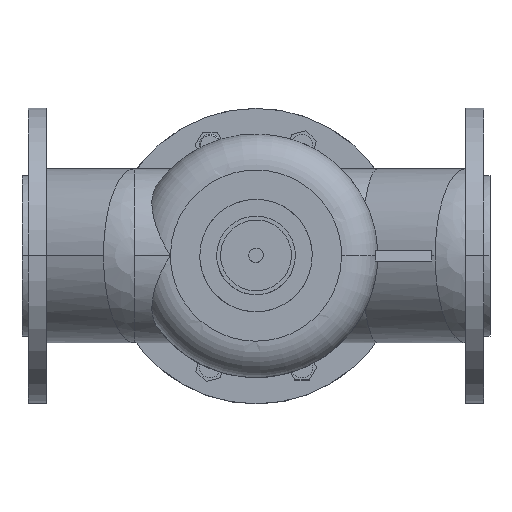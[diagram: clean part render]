
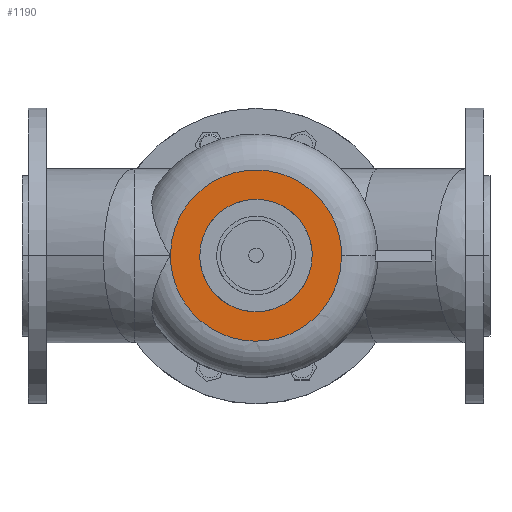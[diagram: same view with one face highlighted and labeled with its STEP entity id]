
A CAD part, top view. The second image highlights one B-rep face of the part: STEP entity #1190.
In plain terms, the highlighted planar face has unit normal (0, 0, 1).
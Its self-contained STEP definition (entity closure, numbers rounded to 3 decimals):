
#1087=CARTESIAN_POINT('Vertex',(42.,0.,240.)) ;
#1094=CARTESIAN_POINT('Vertex',(-42.,0.,240.)) ;
#1097=CARTESIAN_POINT('Axis2P3D Location',(0.,0.,240.)) ;
#1109=CARTESIAN_POINT('Axis2P3D Location',(0.,0.,240.)) ;
#1121=CARTESIAN_POINT('Axis2P3D Location',(32.,0.,240.)) ;
#1127=CARTESIAN_POINT('Control Point',(-64.,0.,240.)) ;
#1128=CARTESIAN_POINT('Control Point',(-64.,5.879,240.)) ;
#1129=CARTESIAN_POINT('Control Point',(-63.325,11.757,240.)) ;
#1130=CARTESIAN_POINT('Control Point',(-61.975,17.533,240.)) ;
#1131=CARTESIAN_POINT('Control Point',(-57.973,28.671,240.)) ;
#1132=CARTESIAN_POINT('Control Point',(-51.551,38.611,240.)) ;
#1133=CARTESIAN_POINT('Control Point',(-47.78,43.19,240.)) ;
#1134=CARTESIAN_POINT('Control Point',(-39.256,51.399,240.)) ;
#1135=CARTESIAN_POINT('Control Point',(-29.092,57.463,240.)) ;
#1136=CARTESIAN_POINT('Control Point',(-23.683,59.895,240.)) ;
#1137=CARTESIAN_POINT('Control Point',(-12.402,63.475,240.)) ;
#1138=CARTESIAN_POINT('Control Point',(-0.604,64.404,240.)) ;
#1139=CARTESIAN_POINT('Control Point',(5.323,64.187,240.)) ;
#1140=CARTESIAN_POINT('Control Point',(17.021,62.395,240.)) ;
#1141=CARTESIAN_POINT('Control Point',(28.009,57.998,240.)) ;
#1142=CARTESIAN_POINT('Control Point',(33.226,55.176,240.)) ;
#1143=CARTESIAN_POINT('Control Point',(42.917,48.383,240.)) ;
#1144=CARTESIAN_POINT('Control Point',(50.817,39.571,240.)) ;
#1145=CARTESIAN_POINT('Control Point',(54.242,34.729,240.)) ;
#1146=CARTESIAN_POINT('Control Point',(59.465,25.174,240.)) ;
#1147=CARTESIAN_POINT('Control Point',(62.57,14.758,240.)) ;
#1148=CARTESIAN_POINT('Control Point',(63.523,9.879,240.)) ;
#1149=CARTESIAN_POINT('Control Point',(64.,4.94,240.)) ;
#1150=CARTESIAN_POINT('Control Point',(64.,0.,240.)) ;
#1151=CARTESIAN_POINT('Vertex',(-64.,0.,240.)) ;
#1153=CARTESIAN_POINT('Vertex',(64.,0.,240.)) ;
#1157=CARTESIAN_POINT('Control Point',(64.,0.,240.)) ;
#1158=CARTESIAN_POINT('Control Point',(64.,-5.879,240.)) ;
#1159=CARTESIAN_POINT('Control Point',(63.325,-11.757,240.)) ;
#1160=CARTESIAN_POINT('Control Point',(61.975,-17.533,240.)) ;
#1161=CARTESIAN_POINT('Control Point',(57.973,-28.671,240.)) ;
#1162=CARTESIAN_POINT('Control Point',(51.551,-38.611,240.)) ;
#1163=CARTESIAN_POINT('Control Point',(47.78,-43.19,240.)) ;
#1164=CARTESIAN_POINT('Control Point',(39.256,-51.399,240.)) ;
#1165=CARTESIAN_POINT('Control Point',(29.092,-57.463,240.)) ;
#1166=CARTESIAN_POINT('Control Point',(23.683,-59.895,240.)) ;
#1167=CARTESIAN_POINT('Control Point',(12.402,-63.475,240.)) ;
#1168=CARTESIAN_POINT('Control Point',(0.604,-64.404,240.)) ;
#1169=CARTESIAN_POINT('Control Point',(-5.323,-64.187,240.)) ;
#1170=CARTESIAN_POINT('Control Point',(-17.021,-62.395,240.)) ;
#1171=CARTESIAN_POINT('Control Point',(-28.009,-57.998,240.)) ;
#1172=CARTESIAN_POINT('Control Point',(-33.226,-55.176,240.)) ;
#1173=CARTESIAN_POINT('Control Point',(-42.917,-48.383,240.)) ;
#1174=CARTESIAN_POINT('Control Point',(-50.817,-39.571,240.)) ;
#1175=CARTESIAN_POINT('Control Point',(-54.242,-34.729,240.)) ;
#1176=CARTESIAN_POINT('Control Point',(-59.465,-25.174,240.)) ;
#1177=CARTESIAN_POINT('Control Point',(-62.57,-14.758,240.)) ;
#1178=CARTESIAN_POINT('Control Point',(-63.523,-9.879,240.)) ;
#1179=CARTESIAN_POINT('Control Point',(-64.,-4.94,240.)) ;
#1180=CARTESIAN_POINT('Control Point',(-64.,0.,240.)) ;
#1098=DIRECTION('Axis2P3D Direction',(0.,0.,-1.)) ;
#1110=DIRECTION('Axis2P3D Direction',(0.,0.,-1.)) ;
#1122=DIRECTION('Axis2P3D Direction',(0.,0.,1.)) ;
#1123=DIRECTION('Axis2P3D XDirection',(1.,0.,0.)) ;
#1099=AXIS2_PLACEMENT_3D('Circle Axis2P3D',#1097,#1098,$) ;
#1111=AXIS2_PLACEMENT_3D('Circle Axis2P3D',#1109,#1110,$) ;
#1124=AXIS2_PLACEMENT_3D('Plane Axis2P3D',#1121,#1122,#1123) ;
#1100=CIRCLE('generated circle',#1099,42.) ;
#1112=CIRCLE('generated circle',#1111,42.) ;
#1125=PLANE('',#1124) ;
#1189=FACE_BOUND('',#1186,.T.) ;
#1101=EDGE_CURVE('',#1095,#1088,#1100,.F.) ;
#1113=EDGE_CURVE('',#1088,#1095,#1112,.F.) ;
#1155=EDGE_CURVE('',#1152,#1154,#1126,.T.) ;
#1181=EDGE_CURVE('',#1154,#1152,#1156,.T.) ;
#1183=ORIENTED_EDGE('',*,*,#1155,.F.) ;
#1184=ORIENTED_EDGE('',*,*,#1181,.F.) ;
#1187=ORIENTED_EDGE('',*,*,#1101,.F.) ;
#1188=ORIENTED_EDGE('',*,*,#1113,.F.) ;
#1182=EDGE_LOOP('',(#1183,#1184)) ;
#1186=EDGE_LOOP('',(#1187,#1188)) ;
#1088=VERTEX_POINT('',#1087) ;
#1095=VERTEX_POINT('',#1094) ;
#1152=VERTEX_POINT('',#1151) ;
#1154=VERTEX_POINT('',#1153) ;
#1190=ADVANCED_FACE('LUMP1',(#1185,#1189),#1125,.T.) ;
#1126=B_SPLINE_CURVE_WITH_KNOTS('',5,(#1127,#1128,#1129,#1130,#1131,#1132,#1133,#1134,#1135,#1136,#1137,#1138,#1139,#1140,#1141,#1142,#1143,#1144,#1145,#1146,#1147,#1148,#1149,#1150),.UNSPECIFIED.,.F.,.U.,(6,3,3,3,3,3,3,6),(0.,41.569,83.138,124.707,166.276,207.844,249.413,284.342),.UNSPECIFIED.) ;
#1156=B_SPLINE_CURVE_WITH_KNOTS('',5,(#1157,#1158,#1159,#1160,#1161,#1162,#1163,#1164,#1165,#1166,#1167,#1168,#1169,#1170,#1171,#1172,#1173,#1174,#1175,#1176,#1177,#1178,#1179,#1180),.UNSPECIFIED.,.F.,.U.,(6,3,3,3,3,3,3,6),(0.,41.569,83.138,124.707,166.276,207.844,249.413,284.342),.UNSPECIFIED.) ;
#1185=FACE_OUTER_BOUND('',#1182,.T.) ;
